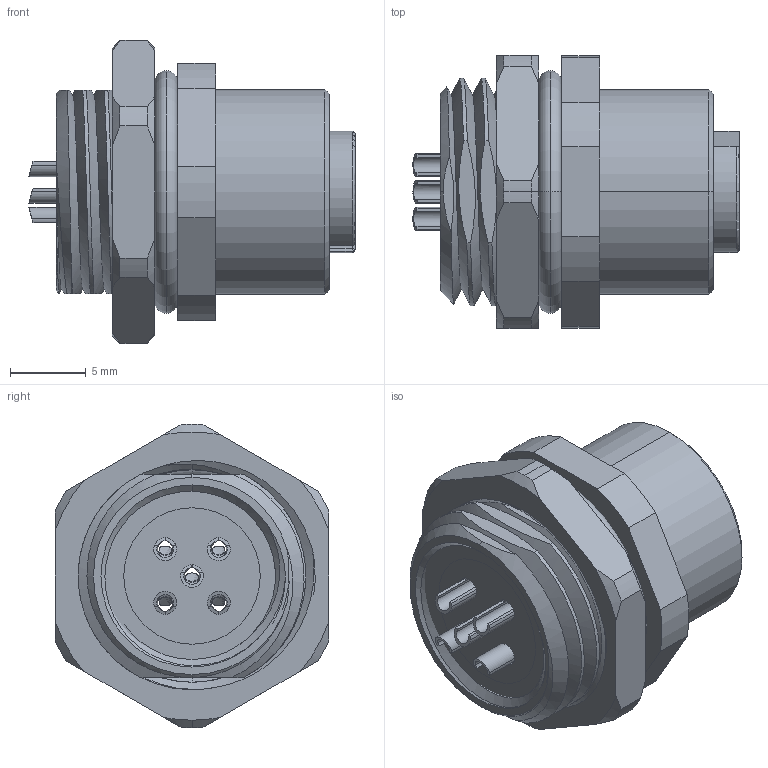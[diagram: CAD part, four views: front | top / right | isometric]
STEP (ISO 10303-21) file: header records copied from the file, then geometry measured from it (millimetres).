
FILE_DESCRIPTION (( 'STEP AP203' ), '1' );
FILE_NAME ('54-00378_revA.STEP', '2023-05-19T15:54:05', ( '' ), ( '' ), 'SwSTEP 2.0', 'SolidWorks 2021', '' );
FILE_SCHEMA (( 'CONFIG_CONTROL_DESIGN' ));
Length unit declared in the file: millimetre
Products named in the file (7): 54-00378-05___; 54-00378-04___; 54-00378-02___; 54-00378-03___; 54-00378-01___; 54-00378_revA; 54-00378-06___
Assembly tree (10 placements, depth 2):
  54-00378_revA
    54-00378-01___
    54-00378-02___
    54-00378-03___  x5
    54-00378-06___
    54-00378-05___
    54-00378-04___
Bounding box: 21.5 x 18 x 20 mm (x, y, z)
Volume: 2769.8 mm3; surface area: 5767.7 mm2
Topology: 11 solids, 11 shells, 630 faces, 1620 edges, 1029 vertices
Faces by surface type: cylinder 224, plane 186, torus 103, cone 78, bspline 39
Entity records: 13122 total; most frequent: CARTESIAN_POINT 5520, ORIENTED_EDGE 1504, DIRECTION 1349, EDGE_CURVE 752, AXIS2_PLACEMENT_3D 540, VERTEX_POINT 485, EDGE_LOOP 321, ADVANCED_FACE 290
